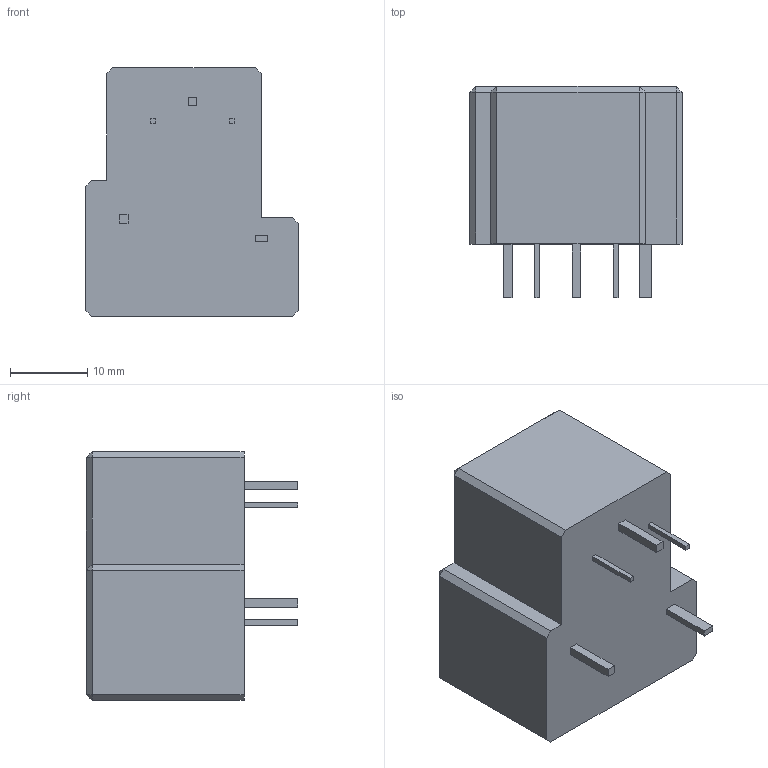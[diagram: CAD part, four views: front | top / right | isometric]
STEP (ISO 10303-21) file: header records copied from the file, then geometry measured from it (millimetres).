
FILE_DESCRIPTION(/* description */ (''),/* implementation_level */ '2;1');
FILE_NAME(/* name */ 'HF2151_step.stp',/* time_stamp */ '2021-06-30T10:45:27+08:00',/* author */ (''),/* organization */ (''),/* preprocessor_version */ 'ST-DEVELOPER v16.7',/* originating_system */ 'SIEMENS PLM Software NX 12.0',/* authorisation */ '');
FILE_SCHEMA (('AUTOMOTIVE_DESIGN { 1 0 10303 214 3 1 1 1 }'));
Length unit declared in the file: inch
Products named in the file (1): rebo446C73E0hsmh
Bounding box: 27.51 x 27.33 x 32.21 mm (x, y, z)
Volume: 15307.7 mm3; surface area: 3973.9 mm2
Topology: 1 solids, 1 shells, 65 faces, 148 edges, 93 vertices
Faces by surface type: plane 59, cylinder 6
Entity records: 1812 total; most frequent: CARTESIAN_POINT 307, ORIENTED_EDGE 296, DIRECTION 292, EDGE_CURVE 148, LINE 136, VECTOR 136, VERTEX_POINT 93, AXIS2_PLACEMENT_3D 78
